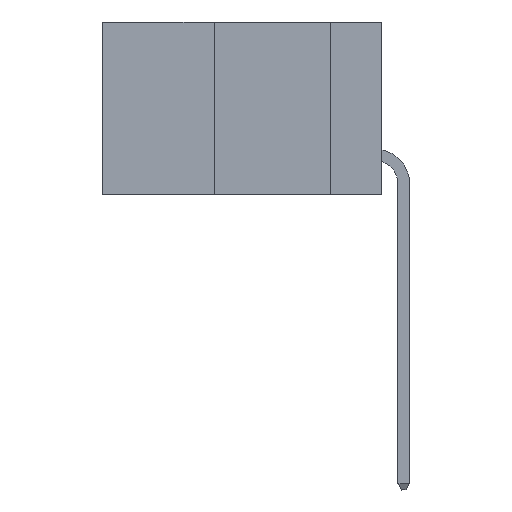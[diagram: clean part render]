
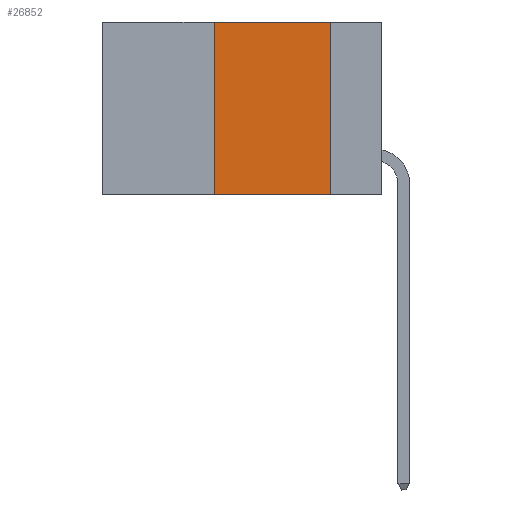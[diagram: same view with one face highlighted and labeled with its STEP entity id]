
A CAD part, left-side view. The second image highlights one B-rep face of the part: STEP entity #26852.
In plain terms, the highlighted planar face has unit normal (-1, 0, 0).
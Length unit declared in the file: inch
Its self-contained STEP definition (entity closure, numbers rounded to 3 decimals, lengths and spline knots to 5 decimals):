
#344 = CARTESIAN_POINT ( 'NONE',  ( 0., 0.11, 0. ) ) ;
#1568 = CARTESIAN_POINT ( 'NONE',  ( 0., 0.11, 0. ) ) ;
#4355 = CARTESIAN_POINT ( 'NONE',  ( 0., 0.11, -0.37 ) ) ;
#5374 = VECTOR ( 'NONE', #17336, 39.37008 ) ;
#6080 = EDGE_CURVE ( 'NONE', #33285, #31775, #30167, .T. ) ;
#8478 = CARTESIAN_POINT ( 'NONE',  ( 0., 0.6, 0. ) ) ;
#10714 = ORIENTED_EDGE ( 'NONE', *, *, #6080, .F. ) ;
#10908 = DIRECTION ( 'NONE',  ( 0., -1., 0. ) ) ;
#13195 = LINE ( 'NONE', #1568, #21831 ) ;
#17336 = DIRECTION ( 'NONE',  ( 0., 0., 1. ) ) ;
#18309 = ORIENTED_EDGE ( 'NONE', *, *, #47687, .F. ) ;
#19900 = LINE ( 'NONE', #24130, #21064 ) ;
#20086 = CARTESIAN_POINT ( 'NONE',  ( 0., 0.36, 0. ) ) ;
#20395 = EDGE_LOOP ( 'NONE', ( #18309, #35634, #10714, #29773 ) ) ;
#21064 = VECTOR ( 'NONE', #45853, 39.37008 ) ;
#21831 = VECTOR ( 'NONE', #43433, 39.37008 ) ;
#21916 = LINE ( 'NONE', #40187, #25966 ) ;
#22374 = EDGE_CURVE ( 'NONE', #33285, #43576, #21916, .T. ) ;
#24130 = CARTESIAN_POINT ( 'NONE',  ( 0., 0.6, 0. ) ) ;
#25966 = VECTOR ( 'NONE', #10908, 39.37008 ) ;
#26852 = ADVANCED_FACE ( 'NONE', ( #41890 ), #42121, .F. ) ;
#27383 = DIRECTION ( 'NONE',  ( 1., 0., 0. ) ) ;
#28810 = CARTESIAN_POINT ( 'NONE',  ( 0., 0.36, 0. ) ) ;
#29773 = ORIENTED_EDGE ( 'NONE', *, *, #22374, .T. ) ;
#30167 = LINE ( 'NONE', #20086, #5374 ) ;
#31775 = VERTEX_POINT ( 'NONE', #28810 ) ;
#33285 = VERTEX_POINT ( 'NONE', #41503 ) ;
#34657 = DIRECTION ( 'NONE',  ( 0., 0., -1. ) ) ;
#35634 = ORIENTED_EDGE ( 'NONE', *, *, #39673, .F. ) ;
#35752 = AXIS2_PLACEMENT_3D ( 'NONE', #8478, #27383, #34657 ) ;
#38885 = VERTEX_POINT ( 'NONE', #344 ) ;
#39673 = EDGE_CURVE ( 'NONE', #31775, #38885, #19900, .T. ) ;
#40187 = CARTESIAN_POINT ( 'NONE',  ( 0., 0.6, -0.37 ) ) ;
#41503 = CARTESIAN_POINT ( 'NONE',  ( 0., 0.36, -0.37 ) ) ;
#41890 = FACE_OUTER_BOUND ( 'NONE', #20395, .T. ) ;
#42121 = PLANE ( 'NONE',  #35752 ) ;
#43433 = DIRECTION ( 'NONE',  ( 0., 0., -1. ) ) ;
#43576 = VERTEX_POINT ( 'NONE', #4355 ) ;
#45853 = DIRECTION ( 'NONE',  ( 0., -1., 0. ) ) ;
#47687 = EDGE_CURVE ( 'NONE', #38885, #43576, #13195, .T. ) ;
